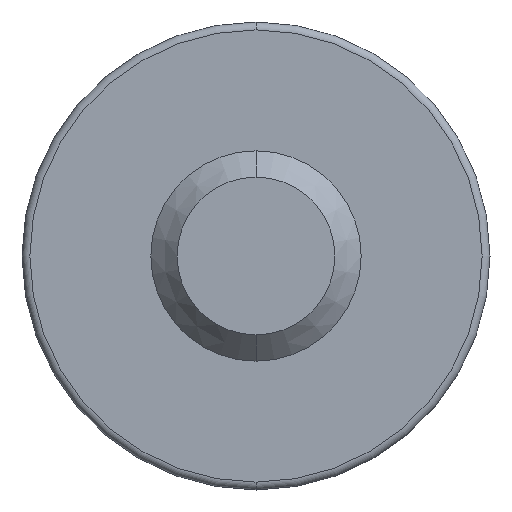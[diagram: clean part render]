
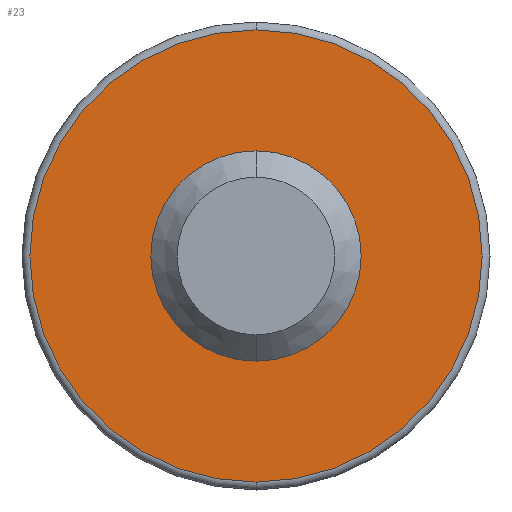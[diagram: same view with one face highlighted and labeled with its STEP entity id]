
A CAD part, front view. The second image highlights one B-rep face of the part: STEP entity #23.
In plain terms, the highlighted planar face has unit normal (0, -1, 0).
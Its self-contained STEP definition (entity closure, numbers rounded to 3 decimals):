
#3 = CARTESIAN_POINT ( 'NONE',  ( 0., -4.5, -4. ) ) ;
#21 = CARTESIAN_POINT ( 'NONE',  ( 0., -4.5, 0. ) ) ;
#23 = ADVANCED_FACE ( 'NONE', ( #393, #567 ), #45, .F. ) ;
#45 = PLANE ( 'NONE',  #185 ) ;
#47 = VERTEX_POINT ( 'NONE', #108 ) ;
#63 = AXIS2_PLACEMENT_3D ( 'NONE', #115, #697, #345 ) ;
#73 = CARTESIAN_POINT ( 'NONE',  ( 0., -4.5, 0. ) ) ;
#80 = DIRECTION ( 'NONE',  ( 0., 0., 1. ) ) ;
#108 = CARTESIAN_POINT ( 'NONE',  ( 0., -4.5, 4. ) ) ;
#115 = CARTESIAN_POINT ( 'NONE',  ( 0., -4.5, 0. ) ) ;
#158 = AXIS2_PLACEMENT_3D ( 'NONE', #73, #556, #80 ) ;
#169 = VERTEX_POINT ( 'NONE', #686 ) ;
#185 = AXIS2_PLACEMENT_3D ( 'NONE', #691, #259, #463 ) ;
#187 = CIRCLE ( 'NONE', #734, 8.6 ) ;
#191 = EDGE_CURVE ( 'NONE', #169, #744, #374, .T. ) ;
#209 = EDGE_CURVE ( 'NONE', #47, #213, #542, .T. ) ;
#213 = VERTEX_POINT ( 'NONE', #3 ) ;
#259 = DIRECTION ( 'NONE',  ( 0., 1., 0. ) ) ;
#288 = DIRECTION ( 'NONE',  ( 0., -1., 0. ) ) ;
#326 = EDGE_CURVE ( 'NONE', #213, #47, #469, .T. ) ;
#342 = DIRECTION ( 'NONE',  ( 0., 0., -1. ) ) ;
#345 = DIRECTION ( 'NONE',  ( 0., 0., 1. ) ) ;
#374 = CIRCLE ( 'NONE', #390, 8.6 ) ;
#390 = AXIS2_PLACEMENT_3D ( 'NONE', #21, #288, #342 ) ;
#393 = FACE_BOUND ( 'NONE', #526, .T. ) ;
#408 = ORIENTED_EDGE ( 'NONE', *, *, #191, .T. ) ;
#409 = CARTESIAN_POINT ( 'NONE',  ( 0., -4.5, 0. ) ) ;
#453 = ORIENTED_EDGE ( 'NONE', *, *, #695, .T. ) ;
#454 = ORIENTED_EDGE ( 'NONE', *, *, #209, .F. ) ;
#463 = DIRECTION ( 'NONE',  ( 1., 0., 0. ) ) ;
#469 = CIRCLE ( 'NONE', #158, 4. ) ;
#480 = DIRECTION ( 'NONE',  ( 0., 0., -1. ) ) ;
#526 = EDGE_LOOP ( 'NONE', ( #454, #622 ) ) ;
#542 = CIRCLE ( 'NONE', #63, 4. ) ;
#556 = DIRECTION ( 'NONE',  ( 0., -1., 0. ) ) ;
#567 = FACE_OUTER_BOUND ( 'NONE', #596, .T. ) ;
#596 = EDGE_LOOP ( 'NONE', ( #453, #408 ) ) ;
#622 = ORIENTED_EDGE ( 'NONE', *, *, #326, .F. ) ;
#686 = CARTESIAN_POINT ( 'NONE',  ( 0., -4.5, 8.6 ) ) ;
#691 = CARTESIAN_POINT ( 'NONE',  ( -6.75, -4.5, 0. ) ) ;
#695 = EDGE_CURVE ( 'NONE', #744, #169, #187, .T. ) ;
#697 = DIRECTION ( 'NONE',  ( 0., -1., 0. ) ) ;
#706 = DIRECTION ( 'NONE',  ( 0., -1., 0. ) ) ;
#711 = CARTESIAN_POINT ( 'NONE',  ( 0., -4.5, -8.6 ) ) ;
#734 = AXIS2_PLACEMENT_3D ( 'NONE', #409, #706, #480 ) ;
#744 = VERTEX_POINT ( 'NONE', #711 ) ;
